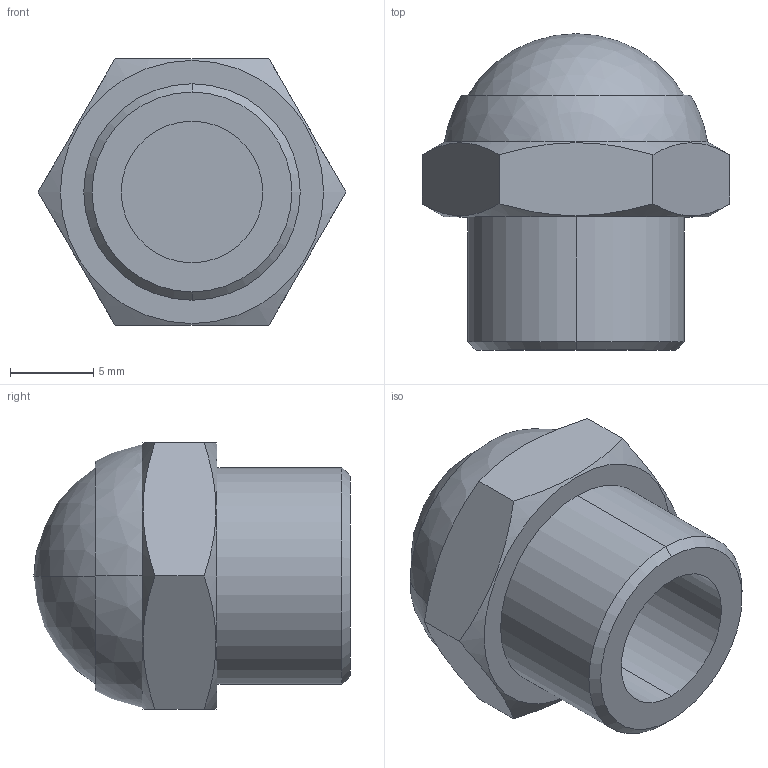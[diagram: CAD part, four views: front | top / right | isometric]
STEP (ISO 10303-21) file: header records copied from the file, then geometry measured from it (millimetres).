
FILE_DESCRIPTION(( 'MV.11X00.18.STEP' ), '1');
FILE_NAME( 'MV.11X00.18.STEP', '2018-10-03T16:43:00',( 'Sopra'),('sopra-pneumatic.com'), 'SwSTEP 2.0','SolidWorks 2009','' );
FILE_SCHEMA (( 'CONFIG_CONTROL_DESIGN' ));
Length unit declared in the file: millimetre
Products named in the file (1): 04010001
Bounding box: 18.48 x 19 x 16 mm (x, y, z)
Volume: 2148.8 mm3; surface area: 1928.1 mm2
Topology: 2 solids, 2 shells, 30 faces, 70 edges, 45 vertices
Faces by surface type: plane 10, cylinder 8, cone 8, sphere 4
Entity records: 1041 total; most frequent: CARTESIAN_POINT 274, DIRECTION 148, ORIENTED_EDGE 140, EDGE_CURVE 70, AXIS2_PLACEMENT_3D 63, VERTEX_POINT 45, EDGE_LOOP 33, CIRCLE 32
